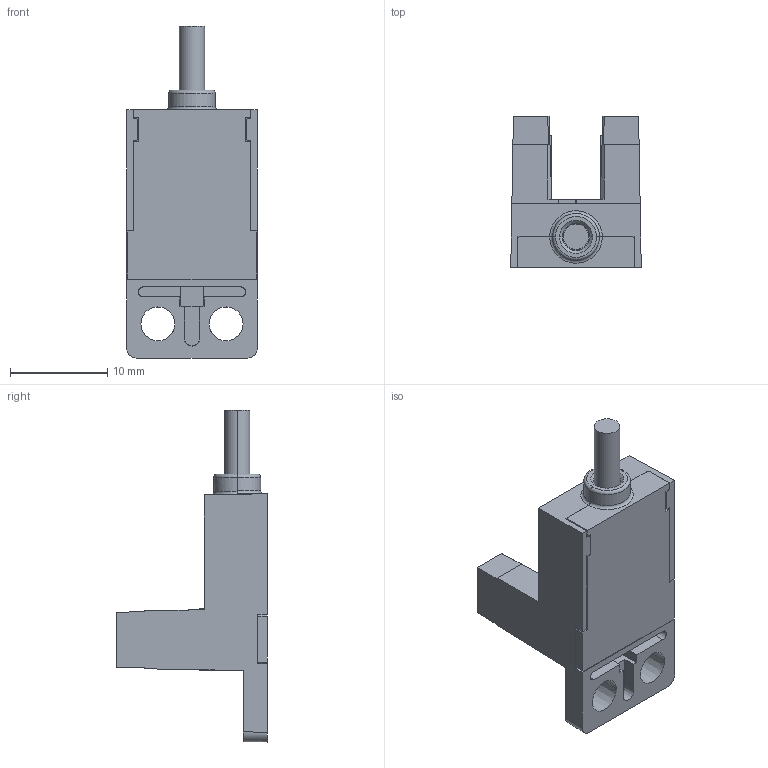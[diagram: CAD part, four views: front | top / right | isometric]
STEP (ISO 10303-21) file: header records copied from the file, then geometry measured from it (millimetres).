
FILE_DESCRIPTION((''),'2;1');
FILE_NAME('IGS_GL5_Y_CB_ASM','2011-03-25T',('sereneee'),(''),'PRO/ENGINEER BY PARAMETRIC TECHNOLOGY CORPORATION, 2006140','PRO/ENGINEER BY PARAMETRIC TECHNOLOGY CORPORATION, 2006140','');
FILE_SCHEMA(('CONFIG_CONTROL_DESIGN'));
Length unit declared in the file: millimetre
Products named in the file (1): IGS_GL5_Y_CB_ASM
Bounding box: 13.4 x 15.5 x 34.1 mm (x, y, z)
Volume: 1094 mm3; surface area: 2869.3 mm2
Topology: 5 solids, 5 shells, 274 faces, 785 edges, 515 vertices
Faces by surface type: plane 238, cylinder 21, cone 10, torus 3, bspline 2
Entity records: 9108 total; most frequent: CARTESIAN_POINT 1878, ORIENTED_EDGE 1570, DIRECTION 1370, EDGE_CURVE 785, VECTOR 694, LINE 694, VERTEX_POINT 515, AXIS2_PLACEMENT_3D 338
